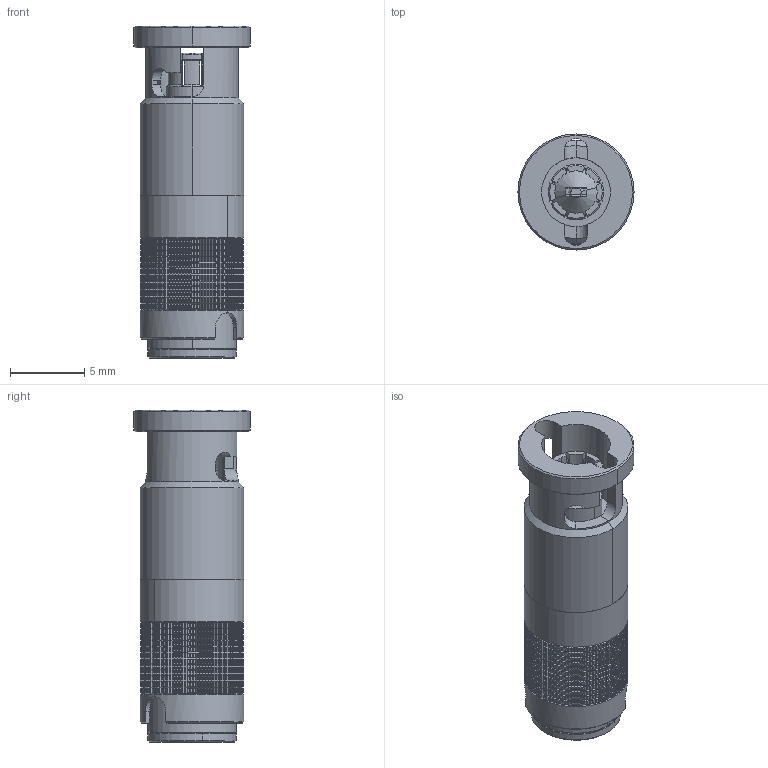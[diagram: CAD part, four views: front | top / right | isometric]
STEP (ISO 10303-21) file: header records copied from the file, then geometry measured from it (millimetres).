
FILE_DESCRIPTION (( 'STEP AP214' ), '1' );
FILE_NAME ('67-863-B36.STEP', '2024-07-31T08:43:35', ( '' ), ( '' ), 'SwSTEP 2.0', 'SolidWorks 2023', '' );
FILE_SCHEMA (( 'AUTOMOTIVE_DESIGN' ));
Products named in the file (1): 67-863-B36
Bounding box: 7.82 x 7.82 x 22.37 mm (x, y, z)
Surface area: 1158.5 mm2 (no closed solid volume)
Topology: 0 solids, 7 shells, 6352 faces, 12976 edges, 6625 vertices
Faces by surface type: cone 2534, plane 2523, cylinder 1295
Entity records: 163976 total; most frequent: CARTESIAN_POINT 41184, ORIENTED_EDGE 25851, DIRECTION 24637, EDGE_CURVE 12976, AXIS2_PLACEMENT_3D 10354, VERTEX_POINT 6625, EDGE_LOOP 6360, FACE_OUTER_BOUND 6352
